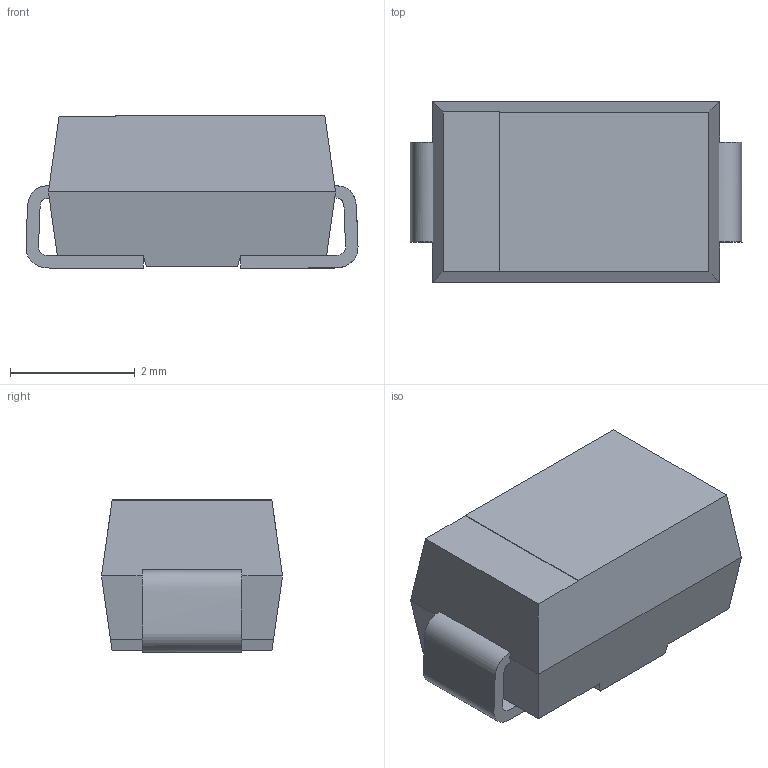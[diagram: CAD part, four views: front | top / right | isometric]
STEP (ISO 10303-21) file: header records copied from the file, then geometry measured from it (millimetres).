
FILE_DESCRIPTION (( 'STEP AP214' ), '1' );
FILE_NAME ('FE1A0391-F1AA-433E-B8AC-3FFC5D0ED075.STEP', '2024-04-26T21:30:54', ( '' ), ( '' ), 'SwSTEP 2.0', 'SolidWorks 2022', '' );
FILE_SCHEMA (( 'AUTOMOTIVE_DESIGN' ));
Length unit declared in the file: millimetre
Products named in the file (1): FE1A0391-F1AA-433E-B8AC-3FFC5D0ED075
Bounding box: 5.32 x 2.9 x 2.44 mm (x, y, z)
Volume: 29.4 mm3; surface area: 77.1 mm2
Topology: 1 solids, 1 shells, 26 faces, 68 edges, 44 vertices
Faces by surface type: plane 22, bspline 4
Entity records: 1930 total; most frequent: CARTESIAN_POINT 997, ORIENTED_EDGE 136, DIRECTION 106, EDGE_CURVE 68, VECTOR 60, LINE 60, VERTEX_POINT 44, UNCERTAINTY_MEASURE_WITH_UNIT 29
